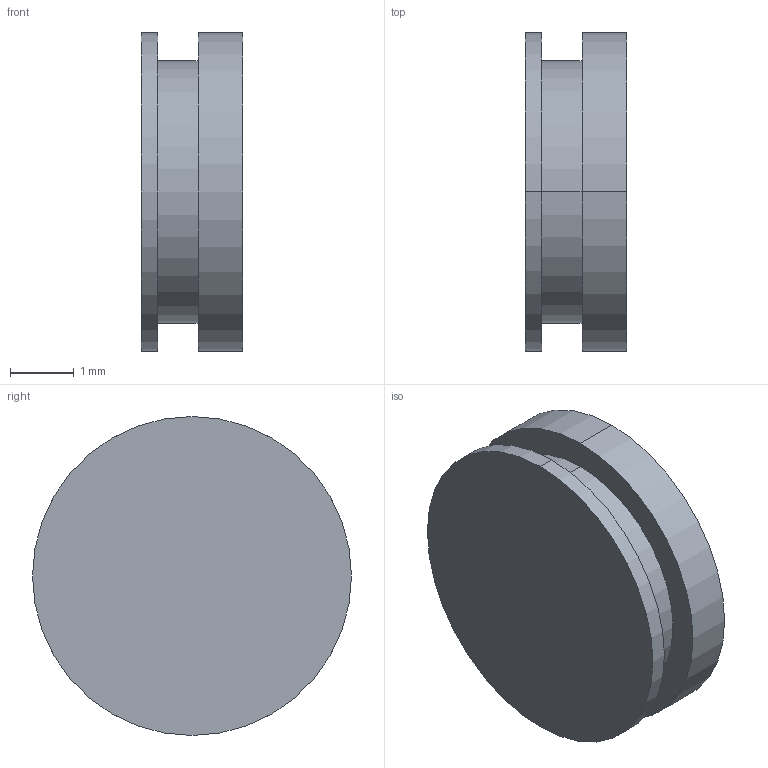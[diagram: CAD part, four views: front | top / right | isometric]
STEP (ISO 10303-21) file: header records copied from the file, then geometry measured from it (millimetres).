
FILE_DESCRIPTION (( 'STEP AP214' ), '1' );
FILE_NAME ('PKFCUP.STEP', '2014-08-19T04:50:31', ( '' ), ( '' ), 'SwSTEP 2.0', 'SolidWorks 2012', '' );
FILE_SCHEMA (( 'AUTOMOTIVE_DESIGN' ));
Length unit declared in the file: millimetre
Products named in the file (1): PKFCUP
Bounding box: 1.59 x 5 x 5 mm (x, y, z)
Volume: 18.7 mm3; surface area: 78.2 mm2
Topology: 1 solids, 1 shells, 12 faces, 24 edges, 15 vertices
Faces by surface type: cylinder 6, plane 4, cone 2
Entity records: 474 total; most frequent: DIRECTION 62, CARTESIAN_POINT 50, ORIENTED_EDGE 44, AXIS2_PLACEMENT_3D 27, EDGE_CURVE 22, EDGE_LOOP 15, VERTEX_POINT 15, UNCERTAINTY_MEASURE_WITH_UNIT 15
